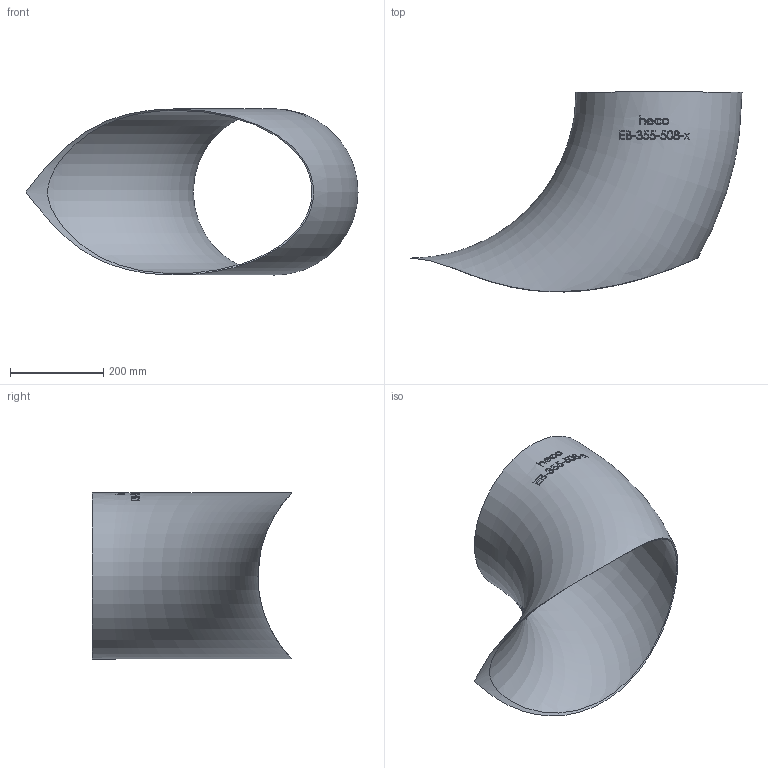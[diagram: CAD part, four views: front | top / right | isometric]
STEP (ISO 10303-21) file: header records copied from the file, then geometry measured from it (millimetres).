
FILE_DESCRIPTION (( 'STEP AP214' ), '1' );
FILE_NAME ('EB-355-508-x Einschweißbogen 1901.STEP', '2019-01-17T13:54:56', ( '' ), ( '' ), 'SwSTEP 2.0', 'SolidWorks 2016', '' );
FILE_SCHEMA (( 'AUTOMOTIVE_DESIGN' ));
Length unit declared in the file: millimetre
Products named in the file (1): EB-355-508-x Einschweißbogen 1901
Bounding box: 710.8 x 427.81 x 355.61 mm (x, y, z)
Volume: 1557896.6 mm3; surface area: 1050169.7 mm2
Topology: 1 solids, 1 shells, 215 faces, 578 edges, 386 vertices
Faces by surface type: bspline 108, plane 80, torus 26, cylinder 1
Entity records: 13303 total; most frequent: CARTESIAN_POINT 6783, ORIENTED_EDGE 1130, EDGE_CURVE 565, DIRECTION 405, VERTEX_POINT 378, B_SPLINE_CURVE_WITH_KNOTS 376, EDGE_LOOP 241, FACE_OUTER_BOUND 216
